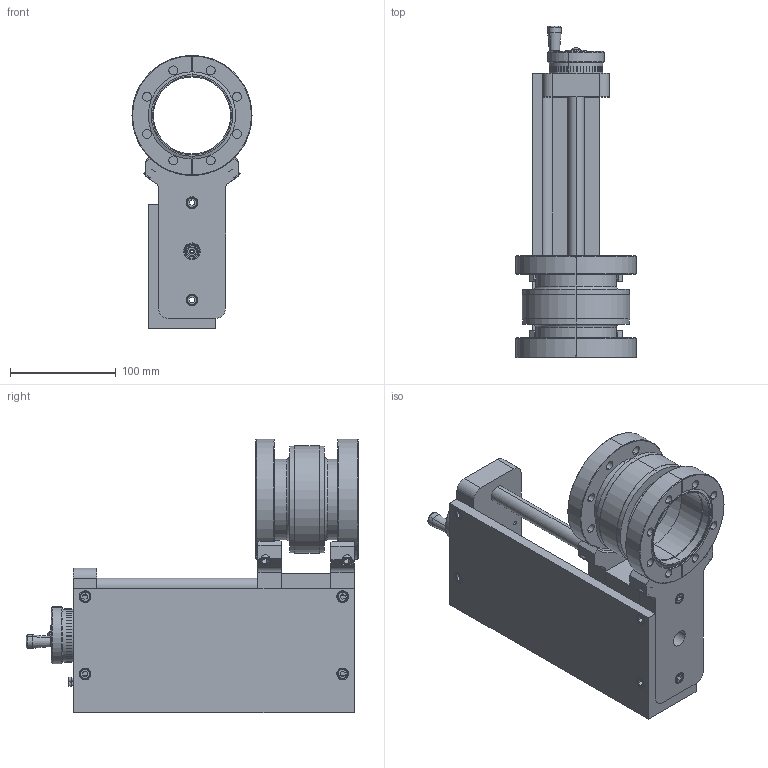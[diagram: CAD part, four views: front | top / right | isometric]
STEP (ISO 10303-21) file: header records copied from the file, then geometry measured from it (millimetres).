
FILE_DESCRIPTION (( 'STEP AP214' ), '1' );
FILE_NAME ('BLT45S-06-M, BOTH THRU, 10026847.STEP', '2020-03-04T15:26:28', ( 'jvatsvog' ), ( 'Microsoft' ), 'SwSTEP 2.0', 'SolidWorks 2018', '' );
FILE_SCHEMA (( 'AUTOMOTIVE_DESIGN' ));
Length unit declared in the file: inch
Products named in the file (1): BLT45S-06-M, BOTH THRU,  10026847
Bounding box: 113.54 x 314.06 x 258.38 mm (x, y, z)
Surface area: 342194.6 mm2 (no closed solid volume)
Topology: 0 solids, 48 shells, 511 faces, 1679 edges, 1212 vertices
Faces by surface type: plane 239, cylinder 202, cone 62, torus 8
Entity records: 25558 total; most frequent: CARTESIAN_POINT 3725, DIRECTION 3373, ORIENTED_EDGE 2694, EDGE_CURVE 1679, VERTEX_POINT 1212, AXIS2_PLACEMENT_3D 1212, LINE 949, VECTOR 949
